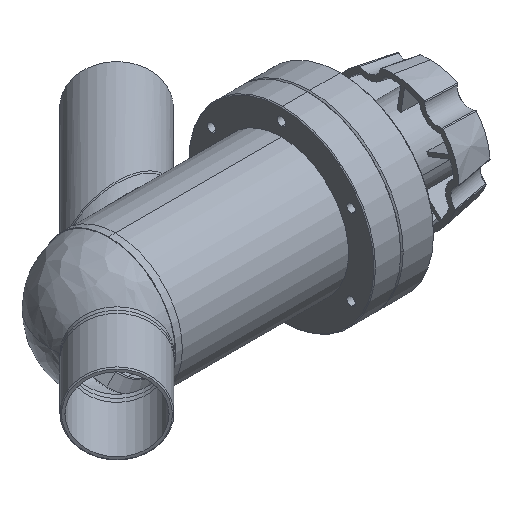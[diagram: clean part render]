
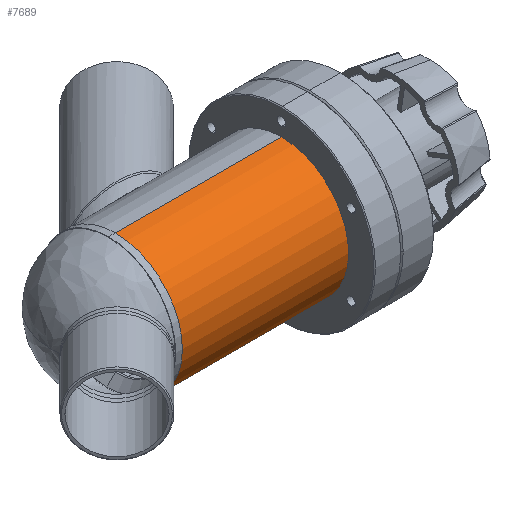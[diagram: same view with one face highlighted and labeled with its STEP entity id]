
A CAD part, isometric view. The second image highlights one B-rep face of the part: STEP entity #7689.
In plain terms, the highlighted cylindrical face has radius 31.75 mm (diameter 63.5 mm), a partial arc.
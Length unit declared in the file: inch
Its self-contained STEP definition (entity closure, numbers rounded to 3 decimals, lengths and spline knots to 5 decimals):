
#57 = EDGE_CURVE ( 'NONE', #4341, #7246, #11002, .T. ) ;
#250 = DIRECTION ( 'NONE',  ( -1., 0., 0. ) ) ;
#358 = CARTESIAN_POINT ( 'NONE',  ( 3.152, 0., -1.25 ) ) ;
#570 = ORIENTED_EDGE ( 'NONE', *, *, #4609, .T. ) ;
#737 = CARTESIAN_POINT ( 'NONE',  ( 3.152, 0., 1.25 ) ) ;
#854 = DIRECTION ( 'NONE',  ( -1., 0., 0. ) ) ;
#1622 = ORIENTED_EDGE ( 'NONE', *, *, #4152, .T. ) ;
#2314 = CIRCLE ( 'NONE', #7578, 1.25 ) ;
#2600 = ORIENTED_EDGE ( 'NONE', *, *, #57, .T. ) ;
#3020 = CARTESIAN_POINT ( 'NONE',  ( 0., 0., -1.25 ) ) ;
#3121 = VERTEX_POINT ( 'NONE', #6818 ) ;
#3426 = VECTOR ( 'NONE', #9612, 39.37008 ) ;
#3859 = FACE_OUTER_BOUND ( 'NONE', #8678, .T. ) ;
#3871 = CARTESIAN_POINT ( 'NONE',  ( 0., 0., 1.25 ) ) ;
#4152 = EDGE_CURVE ( 'NONE', #7246, #8373, #9273, .T. ) ;
#4341 = VERTEX_POINT ( 'NONE', #7966 ) ;
#4609 = EDGE_CURVE ( 'NONE', #3121, #4341, #2314, .T. ) ;
#4913 = DIRECTION ( 'NONE',  ( 1., 0., 0. ) ) ;
#5305 = AXIS2_PLACEMENT_3D ( 'NONE', #10483, #4913, #11418 ) ;
#5792 = CARTESIAN_POINT ( 'NONE',  ( 3.132, 0., 0. ) ) ;
#6286 = DIRECTION ( 'NONE',  ( -1., 0., 0. ) ) ;
#6396 = CARTESIAN_POINT ( 'NONE',  ( 3.152, 0., 0. ) ) ;
#6732 = DIRECTION ( 'NONE',  ( 0., 0., 1. ) ) ;
#6818 = CARTESIAN_POINT ( 'NONE',  ( 3.132, 0., -1.25 ) ) ;
#6821 = AXIS2_PLACEMENT_3D ( 'NONE', #6396, #854, #11966 ) ;
#7246 = VERTEX_POINT ( 'NONE', #3871 ) ;
#7459 = LINE ( 'NONE', #358, #3426 ) ;
#7578 = AXIS2_PLACEMENT_3D ( 'NONE', #5792, #250, #6732 ) ;
#7689 = ADVANCED_FACE ( 'NONE', ( #3859 ), #8207, .T. ) ;
#7966 = CARTESIAN_POINT ( 'NONE',  ( 3.132, 0., 1.25 ) ) ;
#8207 = CYLINDRICAL_SURFACE ( 'NONE', #6821, 1.25 ) ;
#8373 = VERTEX_POINT ( 'NONE', #3020 ) ;
#8505 = VECTOR ( 'NONE', #6286, 39.37008 ) ;
#8655 = EDGE_CURVE ( 'NONE', #3121, #8373, #7459, .T. ) ;
#8678 = EDGE_LOOP ( 'NONE', ( #11181, #570, #2600, #1622 ) ) ;
#9273 = CIRCLE ( 'NONE', #5305, 1.25 ) ;
#9612 = DIRECTION ( 'NONE',  ( -1., 0., 0. ) ) ;
#10483 = CARTESIAN_POINT ( 'NONE',  ( 0., 0., 0. ) ) ;
#11002 = LINE ( 'NONE', #737, #8505 ) ;
#11181 = ORIENTED_EDGE ( 'NONE', *, *, #8655, .F. ) ;
#11418 = DIRECTION ( 'NONE',  ( 0., 0., 1. ) ) ;
#11966 = DIRECTION ( 'NONE',  ( 0., 0., 1. ) ) ;
